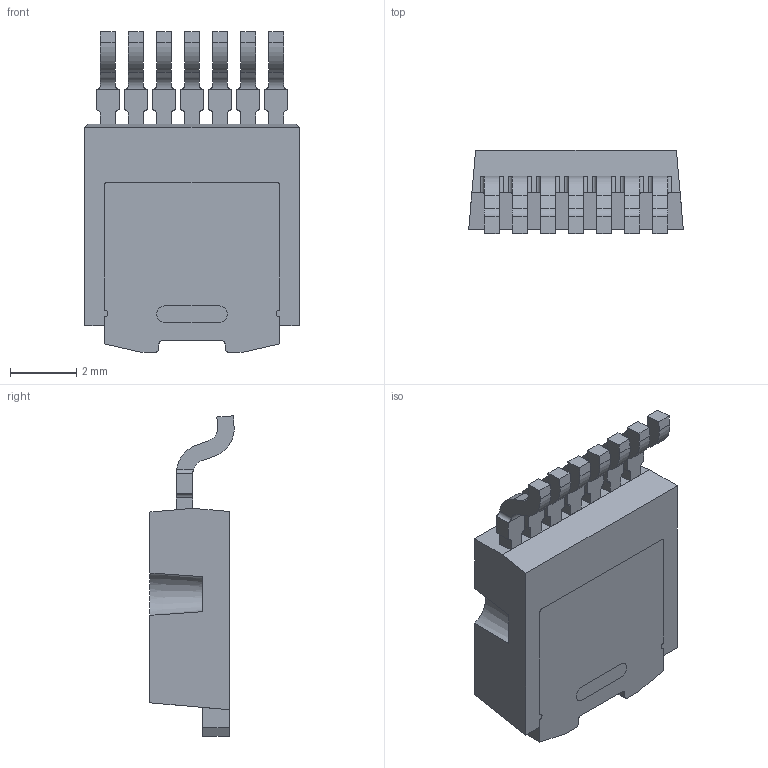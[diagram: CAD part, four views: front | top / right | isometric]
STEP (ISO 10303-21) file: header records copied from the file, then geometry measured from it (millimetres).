
FILE_DESCRIPTION (( 'STEP AP214' ), '1' );
FILE_NAME ('VN7007AHTR.STEP', '2019-01-20T18:14:11', ( '' ), ( '' ), 'SwSTEP 2.0', 'SolidWorks 2017', '' );
FILE_SCHEMA (( 'AUTOMOTIVE_DESIGN' ));
Length unit declared in the file: millimetre
Products named in the file (1): VN7007AHTR
Bounding box: 6.5 x 2.55 x 9.7 mm (x, y, z)
Volume: 97.1 mm3; surface area: 269 mm2
Topology: 9 solids, 9 shells, 209 faces, 539 edges, 350 vertices
Faces by surface type: plane 133, cylinder 74, cone 2
Entity records: 6803 total; most frequent: CARTESIAN_POINT 1543, ORIENTED_EDGE 1078, DIRECTION 1051, EDGE_CURVE 539, LINE 383, VECTOR 383, VERTEX_POINT 350, AXIS2_PLACEMENT_3D 334
